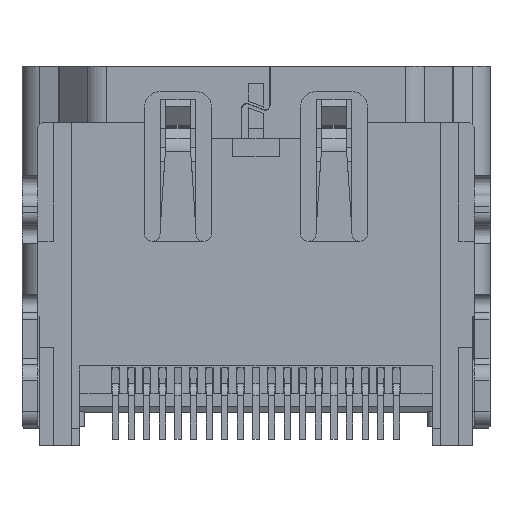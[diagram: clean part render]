
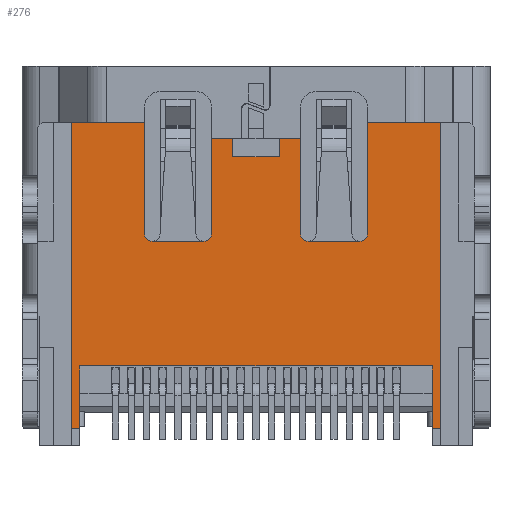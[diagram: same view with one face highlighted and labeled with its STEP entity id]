
A CAD part, front view. The second image highlights one B-rep face of the part: STEP entity #276.
In plain terms, the highlighted planar face has unit normal (0, -1, 0).
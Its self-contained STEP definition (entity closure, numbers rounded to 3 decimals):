
#276=ADVANCED_FACE('',(#1674),#1675,.T.);
#1674=FACE_OUTER_BOUND('',#4143,.T.);
#1675=PLANE('',#4144);
#4143=EDGE_LOOP('',(#7717,#7718,#7719,#7720,#7721,#7722,#7723,#7724,#7725,#7726,#7727,#7728,#7729,#7730,#7731,#7732,#7733,#7734,#7735,#7736,#7737,#7738,#7739,#7740));
#4144=AXIS2_PLACEMENT_3D('',#7741,#7742,#7743);
#7717=ORIENTED_EDGE('',*,*,#17698,.F.);
#7718=ORIENTED_EDGE('',*,*,#17591,.T.);
#7719=ORIENTED_EDGE('',*,*,#17595,.F.);
#7720=ORIENTED_EDGE('',*,*,#17697,.F.);
#7721=ORIENTED_EDGE('',*,*,#17694,.F.);
#7722=ORIENTED_EDGE('',*,*,#17578,.F.);
#7723=ORIENTED_EDGE('',*,*,#17564,.F.);
#7724=ORIENTED_EDGE('',*,*,#17699,.F.);
#7725=ORIENTED_EDGE('',*,*,#17700,.T.);
#7726=ORIENTED_EDGE('',*,*,#17701,.T.);
#7727=ORIENTED_EDGE('',*,*,#17702,.T.);
#7728=ORIENTED_EDGE('',*,*,#17703,.F.);
#7729=ORIENTED_EDGE('',*,*,#17704,.T.);
#7730=ORIENTED_EDGE('',*,*,#17705,.T.);
#7731=ORIENTED_EDGE('',*,*,#17566,.F.);
#7732=ORIENTED_EDGE('',*,*,#17706,.T.);
#7733=ORIENTED_EDGE('',*,*,#17707,.F.);
#7734=ORIENTED_EDGE('',*,*,#17708,.F.);
#7735=ORIENTED_EDGE('',*,*,#17709,.F.);
#7736=ORIENTED_EDGE('',*,*,#17710,.F.);
#7737=ORIENTED_EDGE('',*,*,#17711,.F.);
#7738=ORIENTED_EDGE('',*,*,#17712,.F.);
#7739=ORIENTED_EDGE('',*,*,#17713,.F.);
#7740=ORIENTED_EDGE('',*,*,#17714,.F.);
#7741=CARTESIAN_POINT('',(-5.91,-3.305,-12.15));
#7742=DIRECTION('',(0.0,-1.0,0.0));
#7743=DIRECTION('',(0.0,0.0,-1.0));
#17564=EDGE_CURVE('',#21660,#21662,#21663,.T.);
#17566=EDGE_CURVE('',#21665,#21666,#21667,.T.);
#17578=EDGE_CURVE('',#21662,#21687,#21688,.T.);
#17591=EDGE_CURVE('',#21709,#21707,#21710,.T.);
#17595=EDGE_CURVE('',#21715,#21707,#21716,.T.);
#17694=EDGE_CURVE('',#21687,#21884,#21885,.T.);
#17697=EDGE_CURVE('',#21884,#21715,#21888,.T.);
#17698=EDGE_CURVE('',#21709,#21889,#21890,.T.);
#17699=EDGE_CURVE('',#21891,#21660,#21892,.T.);
#17700=EDGE_CURVE('',#21891,#21893,#21894,.T.);
#17701=EDGE_CURVE('',#21893,#21895,#21896,.T.);
#17702=EDGE_CURVE('',#21895,#21897,#21898,.T.);
#17703=EDGE_CURVE('',#21899,#21897,#21900,.T.);
#17704=EDGE_CURVE('',#21899,#21901,#21902,.T.);
#17705=EDGE_CURVE('',#21901,#21666,#21903,.T.);
#17706=EDGE_CURVE('',#21665,#21904,#21905,.T.);
#17707=EDGE_CURVE('',#21906,#21904,#21907,.T.);
#17708=EDGE_CURVE('',#21908,#21906,#21909,.T.);
#17709=EDGE_CURVE('',#21910,#21908,#21911,.T.);
#17710=EDGE_CURVE('',#21912,#21910,#21913,.T.);
#17711=EDGE_CURVE('',#21914,#21912,#21915,.T.);
#17712=EDGE_CURVE('',#21916,#21914,#21917,.T.);
#17713=EDGE_CURVE('',#21918,#21916,#21919,.T.);
#17714=EDGE_CURVE('',#21889,#21918,#21920,.T.);
#21660=VERTEX_POINT('',#27820);
#21662=VERTEX_POINT('',#27823);
#21663=LINE('',#27824,#27825);
#21665=VERTEX_POINT('',#27828);
#21666=VERTEX_POINT('',#27829);
#21667=LINE('',#27830,#27831);
#21687=VERTEX_POINT('',#27860);
#21688=LINE('',#27861,#27862);
#21707=VERTEX_POINT('',#27890);
#21709=VERTEX_POINT('',#27893);
#21710=LINE('',#27894,#27895);
#21715=VERTEX_POINT('',#27902);
#21716=CIRCLE('',#27903,0.25);
#21884=VERTEX_POINT('',#28162);
#21885=CIRCLE('',#28163,0.25);
#21888=LINE('',#28168,#28169);
#21889=VERTEX_POINT('',#28170);
#21890=LINE('',#28171,#28172);
#21891=VERTEX_POINT('',#28173);
#21892=LINE('',#28174,#28175);
#21893=VERTEX_POINT('',#28176);
#21894=LINE('',#28177,#28178);
#21895=VERTEX_POINT('',#28179);
#21896=LINE('',#28180,#28181);
#21897=VERTEX_POINT('',#28182);
#21898=LINE('',#28183,#28184);
#21899=VERTEX_POINT('',#28185);
#21900=LINE('',#28186,#28187);
#21901=VERTEX_POINT('',#28188);
#21902=LINE('',#28189,#28190);
#21903=LINE('',#28191,#28192);
#21904=VERTEX_POINT('',#28193);
#21905=LINE('',#28194,#28195);
#21906=VERTEX_POINT('',#28196);
#21907=CIRCLE('',#28197,0.25);
#21908=VERTEX_POINT('',#28198);
#21909=LINE('',#28199,#28200);
#21910=VERTEX_POINT('',#28201);
#21911=CIRCLE('',#28202,0.25);
#21912=VERTEX_POINT('',#28203);
#21913=LINE('',#28204,#28205);
#21914=VERTEX_POINT('',#28206);
#21915=LINE('',#28207,#28208);
#21916=VERTEX_POINT('',#28209);
#21917=LINE('',#28210,#28211);
#21918=VERTEX_POINT('',#28212);
#21919=LINE('',#28213,#28214);
#21920=LINE('',#28215,#28216);
#27820=CARTESIAN_POINT('',(-5.91,-3.305,-1.8));
#27823=CARTESIAN_POINT('',(-3.575,-3.305,-1.8));
#27824=CARTESIAN_POINT('',(-5.91,-3.305,-1.8));
#27825=VECTOR('',#35814,2.335);
#27828=CARTESIAN_POINT('',(3.575,-3.305,-1.8));
#27829=CARTESIAN_POINT('',(5.91,-3.305,-1.8));
#27830=CARTESIAN_POINT('',(3.575,-3.305,-1.8));
#27831=VECTOR('',#35816,2.335);
#27860=CARTESIAN_POINT('',(-3.575,-3.305,-5.35));
#27861=CARTESIAN_POINT('',(-3.575,-3.305,-1.8));
#27862=VECTOR('',#35832,3.55);
#27890=CARTESIAN_POINT('',(-1.425,-3.305,-5.35));
#27893=CARTESIAN_POINT('',(-1.425,-3.305,-2.3));
#27894=CARTESIAN_POINT('',(-1.425,-3.305,-2.3));
#27895=VECTOR('',#35849,3.05);
#27902=CARTESIAN_POINT('',(-1.675,-3.305,-5.6));
#27903=AXIS2_PLACEMENT_3D('',#35855,#35856,#35857);
#28162=CARTESIAN_POINT('',(-3.325,-3.305,-5.6));
#28163=AXIS2_PLACEMENT_3D('',#35982,#35983,#35984);
#28168=CARTESIAN_POINT('',(-3.325,-3.305,-5.6));
#28169=VECTOR('',#35987,1.65);
#28170=CARTESIAN_POINT('',(-0.75,-3.305,-2.3));
#28171=CARTESIAN_POINT('',(-1.425,-3.305,-2.3));
#28172=VECTOR('',#35988,0.675);
#28173=CARTESIAN_POINT('',(-5.91,-3.305,-11.6));
#28174=CARTESIAN_POINT('',(-5.91,-3.305,-11.6));
#28175=VECTOR('',#35989,9.8);
#28176=CARTESIAN_POINT('',(-5.65,-3.305,-11.6));
#28177=CARTESIAN_POINT('',(-5.91,-3.305,-11.6));
#28178=VECTOR('',#35990,0.26);
#28179=CARTESIAN_POINT('',(-5.65,-3.305,-9.6));
#28180=CARTESIAN_POINT('',(-5.65,-3.305,-11.6));
#28181=VECTOR('',#35991,2.0);
#28182=CARTESIAN_POINT('',(5.65,-3.305,-9.6));
#28183=CARTESIAN_POINT('',(-5.65,-3.305,-9.6));
#28184=VECTOR('',#35992,11.3);
#28185=CARTESIAN_POINT('',(5.65,-3.305,-11.6));
#28186=CARTESIAN_POINT('',(5.65,-3.305,-11.6));
#28187=VECTOR('',#35993,2.0);
#28188=CARTESIAN_POINT('',(5.91,-3.305,-11.6));
#28189=CARTESIAN_POINT('',(5.65,-3.305,-11.6));
#28190=VECTOR('',#35994,0.26);
#28191=CARTESIAN_POINT('',(5.91,-3.305,-11.6));
#28192=VECTOR('',#35995,9.8);
#28193=CARTESIAN_POINT('',(3.575,-3.305,-5.35));
#28194=CARTESIAN_POINT('',(3.575,-3.305,-1.8));
#28195=VECTOR('',#35996,3.55);
#28196=CARTESIAN_POINT('',(3.325,-3.305,-5.6));
#28197=AXIS2_PLACEMENT_3D('',#35997,#35998,#35999);
#28198=CARTESIAN_POINT('',(1.675,-3.305,-5.6));
#28199=CARTESIAN_POINT('',(1.675,-3.305,-5.6));
#28200=VECTOR('',#36000,1.65);
#28201=CARTESIAN_POINT('',(1.425,-3.305,-5.35));
#28202=AXIS2_PLACEMENT_3D('',#36001,#36002,#36003);
#28203=CARTESIAN_POINT('',(1.425,-3.305,-2.3));
#28204=CARTESIAN_POINT('',(1.425,-3.305,-2.3));
#28205=VECTOR('',#36004,3.05);
#28206=CARTESIAN_POINT('',(0.75,-3.305,-2.3));
#28207=CARTESIAN_POINT('',(0.75,-3.305,-2.3));
#28208=VECTOR('',#36005,0.675);
#28209=CARTESIAN_POINT('',(0.75,-3.305,-2.9));
#28210=CARTESIAN_POINT('',(0.75,-3.305,-2.9));
#28211=VECTOR('',#36006,0.6);
#28212=CARTESIAN_POINT('',(-0.75,-3.305,-2.9));
#28213=CARTESIAN_POINT('',(-0.75,-3.305,-2.9));
#28214=VECTOR('',#36007,1.5);
#28215=CARTESIAN_POINT('',(-0.75,-3.305,-2.3));
#28216=VECTOR('',#36008,0.6);
#35814=DIRECTION('',(1.0,0.0,0.0));
#35816=DIRECTION('',(1.0,0.0,0.0));
#35832=DIRECTION('',(0.0,0.0,-1.0));
#35849=DIRECTION('',(0.0,0.0,-1.0));
#35855=CARTESIAN_POINT('',(-1.675,-3.305,-5.35));
#35856=DIRECTION('',(0.0,-1.0,0.0));
#35857=DIRECTION('',(0.0,0.0,-1.0));
#35982=CARTESIAN_POINT('',(-3.325,-3.305,-5.35));
#35983=DIRECTION('',(0.0,-1.0,0.0));
#35984=DIRECTION('',(-1.0,0.0,0.0));
#35987=DIRECTION('',(1.0,0.0,0.0));
#35988=DIRECTION('',(1.0,0.0,0.0));
#35989=DIRECTION('',(0.0,0.0,1.0));
#35990=DIRECTION('',(1.0,0.0,0.0));
#35991=DIRECTION('',(0.0,0.0,1.0));
#35992=DIRECTION('',(1.0,0.0,0.0));
#35993=DIRECTION('',(0.0,0.0,1.0));
#35994=DIRECTION('',(1.0,0.0,0.0));
#35995=DIRECTION('',(0.0,0.0,1.0));
#35996=DIRECTION('',(0.0,0.0,-1.0));
#35997=CARTESIAN_POINT('',(3.325,-3.305,-5.35));
#35998=DIRECTION('',(0.0,-1.0,0.0));
#35999=DIRECTION('',(0.0,0.0,-1.0));
#36000=DIRECTION('',(1.0,0.0,0.0));
#36001=CARTESIAN_POINT('',(1.675,-3.305,-5.35));
#36002=DIRECTION('',(0.0,-1.0,0.0));
#36003=DIRECTION('',(-1.0,0.0,0.0));
#36004=DIRECTION('',(0.0,0.0,-1.0));
#36005=DIRECTION('',(1.0,0.0,0.0));
#36006=DIRECTION('',(0.0,0.0,1.0));
#36007=DIRECTION('',(1.0,0.0,0.0));
#36008=DIRECTION('',(0.0,0.0,-1.0));
